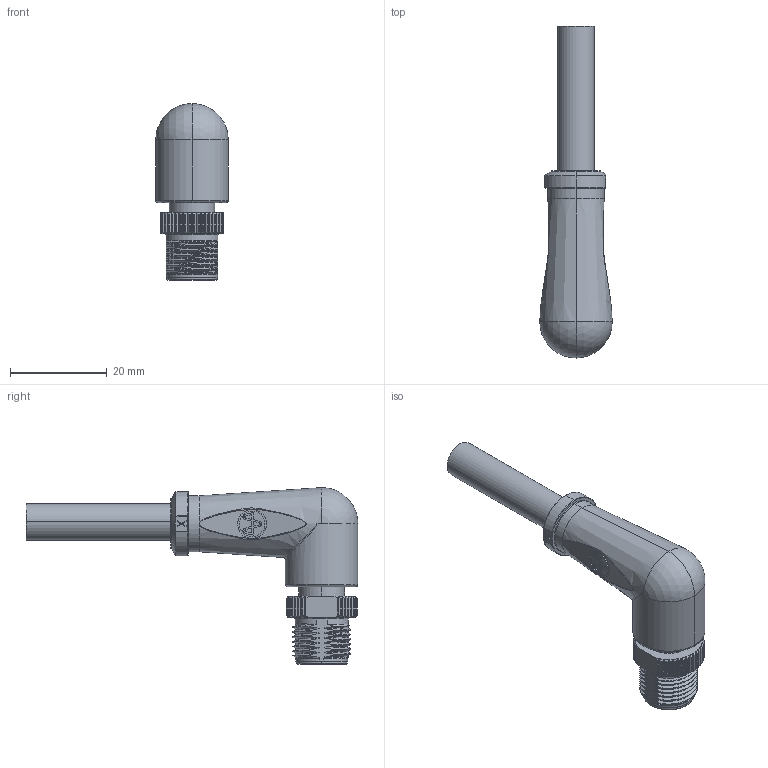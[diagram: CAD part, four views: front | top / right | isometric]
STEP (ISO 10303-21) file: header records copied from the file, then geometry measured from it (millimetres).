
FILE_DESCRIPTION (( 'STEP AP214' ), '1' );
FILE_NAME ('34-04526--M12MS8X.STEP', '2020-10-01T13:44:45', ( '' ), ( '' ), 'SwSTEP 2.0', 'SolidWorks 2018', '' );
FILE_SCHEMA (( 'AUTOMOTIVE_DESIGN' ));
Length unit declared in the file: millimetre
Products named in the file (2): 34-04526--M12MS8X
Bounding box: 15 x 68.7 x 36.6 mm (x, y, z)
Volume: 9085.5 mm3; surface area: 4274.7 mm2
Topology: 1 solids, 1 shells, 972 faces, 2306 edges, 1310 vertices
Faces by surface type: bspline 299, cylinder 198, plane 161, sphere 130, torus 96, cone 88
Entity records: 62425 total; most frequent: CARTESIAN_POINT 32049, ORIENTED_EDGE 4392, DIRECTION 3786, EDGE_CURVE 2196, AXIS2_PLACEMENT_3D 1621, VERTEX_POINT 1262, EDGE_LOOP 1008, UNCERTAINTY_MEASURE_WITH_UNIT 975
